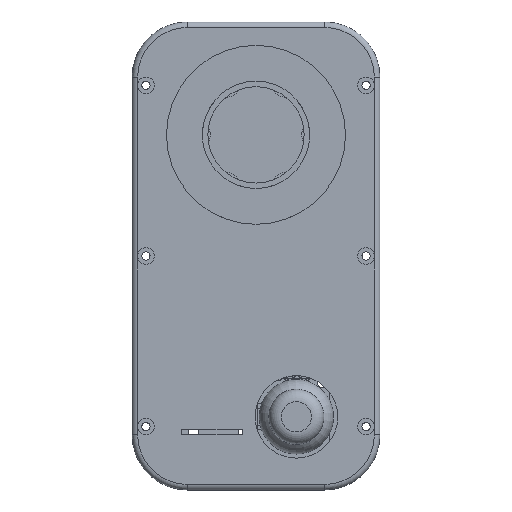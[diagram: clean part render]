
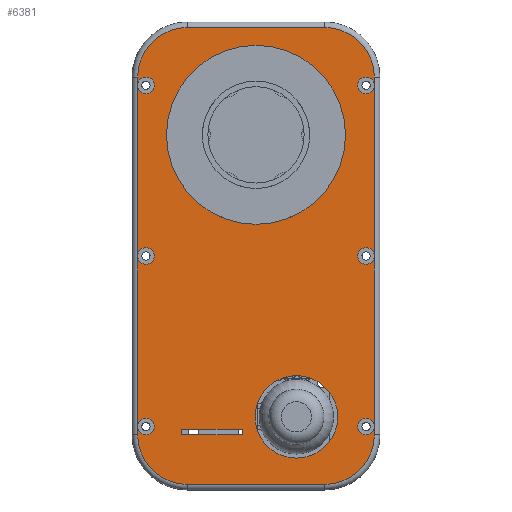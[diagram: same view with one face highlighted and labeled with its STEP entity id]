
A CAD part, top view. The second image highlights one B-rep face of the part: STEP entity #6381.
In plain terms, the highlighted planar face has unit normal (0, 0, 1).
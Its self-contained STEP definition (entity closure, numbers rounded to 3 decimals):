
#1552=ORIENTED_EDGE('',*,*,#3169,.F.);
#1553=ORIENTED_EDGE('',*,*,#3170,.T.);
#1554=ORIENTED_EDGE('',*,*,#3171,.T.);
#1555=ORIENTED_EDGE('',*,*,#3172,.T.);
#1556=ORIENTED_EDGE('',*,*,#3173,.T.);
#1557=ORIENTED_EDGE('',*,*,#3174,.T.);
#1558=ORIENTED_EDGE('',*,*,#3175,.F.);
#1559=ORIENTED_EDGE('',*,*,#3176,.T.);
#1560=ORIENTED_EDGE('',*,*,#3177,.F.);
#1561=ORIENTED_EDGE('',*,*,#3178,.T.);
#1562=ORIENTED_EDGE('',*,*,#3179,.F.);
#1563=ORIENTED_EDGE('',*,*,#3180,.T.);
#1564=ORIENTED_EDGE('',*,*,#3181,.T.);
#1565=ORIENTED_EDGE('',*,*,#3182,.T.);
#1566=ORIENTED_EDGE('',*,*,#3183,.T.);
#1567=ORIENTED_EDGE('',*,*,#3184,.T.);
#1568=ORIENTED_EDGE('',*,*,#3185,.F.);
#1569=ORIENTED_EDGE('',*,*,#3186,.T.);
#1570=ORIENTED_EDGE('',*,*,#3187,.F.);
#1571=ORIENTED_EDGE('',*,*,#3188,.T.);
#1572=ORIENTED_EDGE('',*,*,#3189,.F.);
#1573=ORIENTED_EDGE('',*,*,#3190,.F.);
#1574=ORIENTED_EDGE('',*,*,#3191,.F.);
#1575=ORIENTED_EDGE('',*,*,#3192,.F.);
#1576=ORIENTED_EDGE('',*,*,#3193,.F.);
#1577=ORIENTED_EDGE('',*,*,#3194,.F.);
#3169=EDGE_CURVE('',#4107,#4107,#9222,.T.);
#3170=EDGE_CURVE('',#4107,#4108,#7278,.T.);
#3171=EDGE_CURVE('',#4108,#4109,#9223,.F.);
#3172=EDGE_CURVE('',#4109,#4110,#7279,.T.);
#3173=EDGE_CURVE('',#4110,#4111,#9224,.F.);
#3174=EDGE_CURVE('',#4111,#4112,#7280,.T.);
#3175=EDGE_CURVE('',#4112,#4112,#9225,.T.);
#3176=EDGE_CURVE('',#4112,#4113,#7281,.T.);
#3177=EDGE_CURVE('',#4113,#4113,#9226,.T.);
#3178=EDGE_CURVE('',#4113,#4114,#7282,.T.);
#3179=EDGE_CURVE('',#4114,#4114,#9227,.T.);
#3180=EDGE_CURVE('',#4114,#4115,#7283,.T.);
#3181=EDGE_CURVE('',#4115,#4116,#9228,.F.);
#3182=EDGE_CURVE('',#4116,#4117,#7284,.T.);
#3183=EDGE_CURVE('',#4117,#4118,#9229,.F.);
#3184=EDGE_CURVE('',#4118,#4119,#7285,.T.);
#3185=EDGE_CURVE('',#4119,#4119,#9230,.T.);
#3186=EDGE_CURVE('',#4119,#4120,#7286,.T.);
#3187=EDGE_CURVE('',#4120,#4120,#9231,.T.);
#3188=EDGE_CURVE('',#4120,#4107,#7287,.T.);
#3189=EDGE_CURVE('',#4121,#4121,#9232,.T.);
#3190=EDGE_CURVE('',#4122,#4122,#9233,.T.);
#3191=EDGE_CURVE('',#4123,#4124,#7288,.T.);
#3192=EDGE_CURVE('',#4125,#4123,#7289,.T.);
#3193=EDGE_CURVE('',#4126,#4125,#7290,.T.);
#3194=EDGE_CURVE('',#4124,#4126,#7291,.T.);
#4107=VERTEX_POINT('',#14519);
#4108=VERTEX_POINT('',#14521);
#4109=VERTEX_POINT('',#14523);
#4110=VERTEX_POINT('',#14525);
#4111=VERTEX_POINT('',#14527);
#4112=VERTEX_POINT('',#14529);
#4113=VERTEX_POINT('',#14532);
#4114=VERTEX_POINT('',#14535);
#4115=VERTEX_POINT('',#14538);
#4116=VERTEX_POINT('',#14540);
#4117=VERTEX_POINT('',#14542);
#4118=VERTEX_POINT('',#14544);
#4119=VERTEX_POINT('',#14546);
#4120=VERTEX_POINT('',#14549);
#4121=VERTEX_POINT('',#14553);
#4122=VERTEX_POINT('',#14555);
#4123=VERTEX_POINT('',#14557);
#4124=VERTEX_POINT('',#14558);
#4125=VERTEX_POINT('',#14560);
#4126=VERTEX_POINT('',#14562);
#4808=EDGE_LOOP('',(#1552,#1553,#1554,#1555,#1556,#1557,#1558,#1559,#1560,
#1561,#1562,#1563,#1564,#1565,#1566,#1567,#1568,#1569,#1570,#1571));
#4809=EDGE_LOOP('',(#1572));
#4810=EDGE_LOOP('',(#1573));
#4811=EDGE_LOOP('',(#1574,#1575,#1576,#1577));
#5504=FACE_BOUND('',#4808,.T.);
#5505=FACE_BOUND('',#4809,.T.);
#5506=FACE_BOUND('',#4810,.T.);
#5507=FACE_BOUND('',#4811,.T.);
#5975=PLANE('',#9979);
#6381=ADVANCED_FACE('',(#5504,#5505,#5506,#5507),#5975,.F.);
#7278=LINE('',#14520,#8083);
#7279=LINE('',#14524,#8084);
#7280=LINE('',#14528,#8085);
#7281=LINE('',#14531,#8086);
#7282=LINE('',#14534,#8087);
#7283=LINE('',#14537,#8088);
#7284=LINE('',#14541,#8089);
#7285=LINE('',#14545,#8090);
#7286=LINE('',#14548,#8091);
#7287=LINE('',#14551,#8092);
#7288=LINE('',#14556,#8093);
#7289=LINE('',#14559,#8094);
#7290=LINE('',#14561,#8095);
#7291=LINE('',#14563,#8096);
#8083=VECTOR('',#11905,1000.);
#8084=VECTOR('',#11908,1000.);
#8085=VECTOR('',#11911,1000.);
#8086=VECTOR('',#11914,1000.);
#8087=VECTOR('',#11917,1000.);
#8088=VECTOR('',#11920,1000.);
#8089=VECTOR('',#11923,1000.);
#8090=VECTOR('',#11926,1000.);
#8091=VECTOR('',#11929,1000.);
#8092=VECTOR('',#11932,1000.);
#8093=VECTOR('',#11937,1000.);
#8094=VECTOR('',#11938,1000.);
#8095=VECTOR('',#11939,1000.);
#8096=VECTOR('',#11940,1000.);
#9222=CIRCLE('',#9980,3.);
#9223=CIRCLE('',#9981,18.);
#9224=CIRCLE('',#9982,18.);
#9225=CIRCLE('',#9983,3.);
#9226=CIRCLE('',#9984,3.);
#9227=CIRCLE('',#9985,3.);
#9228=CIRCLE('',#9986,18.);
#9229=CIRCLE('',#9987,18.);
#9230=CIRCLE('',#9988,3.);
#9231=CIRCLE('',#9989,3.);
#9232=CIRCLE('',#9990,15.);
#9233=CIRCLE('',#9991,31.5);
#9979=AXIS2_PLACEMENT_3D('',#14517,#11901,#11902);
#9980=AXIS2_PLACEMENT_3D('',#14518,#11903,#11904);
#9981=AXIS2_PLACEMENT_3D('',#14522,#11906,#11907);
#9982=AXIS2_PLACEMENT_3D('',#14526,#11909,#11910);
#9983=AXIS2_PLACEMENT_3D('',#14530,#11912,#11913);
#9984=AXIS2_PLACEMENT_3D('',#14533,#11915,#11916);
#9985=AXIS2_PLACEMENT_3D('',#14536,#11918,#11919);
#9986=AXIS2_PLACEMENT_3D('',#14539,#11921,#11922);
#9987=AXIS2_PLACEMENT_3D('',#14543,#11924,#11925);
#9988=AXIS2_PLACEMENT_3D('',#14547,#11927,#11928);
#9989=AXIS2_PLACEMENT_3D('',#14550,#11930,#11931);
#9990=AXIS2_PLACEMENT_3D('',#14552,#11933,#11934);
#9991=AXIS2_PLACEMENT_3D('',#14554,#11935,#11936);
#11901=DIRECTION('',(0.,0.,-1.));
#11902=DIRECTION('',(-1.,0.,0.));
#11903=DIRECTION('',(0.,0.,1.));
#11904=DIRECTION('',(1.,0.,0.));
#11905=DIRECTION('',(0.,-1.,0.));
#11906=DIRECTION('',(0.,0.,-1.));
#11907=DIRECTION('',(-1.,0.,0.));
#11908=DIRECTION('',(1.,0.,0.));
#11909=DIRECTION('',(0.,0.,-1.));
#11910=DIRECTION('',(-1.,0.,0.));
#11911=DIRECTION('',(0.,1.,0.));
#11912=DIRECTION('',(0.,0.,1.));
#11913=DIRECTION('',(1.,0.,0.));
#11914=DIRECTION('',(0.,1.,0.));
#11915=DIRECTION('',(0.,0.,1.));
#11916=DIRECTION('',(1.,0.,0.));
#11917=DIRECTION('',(0.,1.,0.));
#11918=DIRECTION('',(0.,0.,1.));
#11919=DIRECTION('',(1.,0.,0.));
#11920=DIRECTION('',(0.,1.,0.));
#11921=DIRECTION('',(0.,0.,-1.));
#11922=DIRECTION('',(-1.,0.,0.));
#11923=DIRECTION('',(-1.,0.,0.));
#11924=DIRECTION('',(0.,0.,-1.));
#11925=DIRECTION('',(-1.,0.,0.));
#11926=DIRECTION('',(0.,-1.,0.));
#11927=DIRECTION('',(0.,0.,1.));
#11928=DIRECTION('',(1.,0.,0.));
#11929=DIRECTION('',(0.,-1.,0.));
#11930=DIRECTION('',(0.,0.,1.));
#11931=DIRECTION('',(1.,0.,0.));
#11932=DIRECTION('',(0.,-1.,0.));
#11933=DIRECTION('',(0.,0.,1.));
#11934=DIRECTION('',(1.,0.,0.));
#11935=DIRECTION('',(0.,0.,1.));
#11936=DIRECTION('',(1.,0.,0.));
#11937=DIRECTION('',(-1.,0.,0.));
#11938=DIRECTION('',(0.,1.,0.));
#11939=DIRECTION('',(1.,0.,0.));
#11940=DIRECTION('',(0.,-1.,0.));
#14517=CARTESIAN_POINT('',(0.,0.,5.));
#14518=CARTESIAN_POINT('',(5.,23.,5.));
#14519=CARTESIAN_POINT('',(2.,23.,5.));
#14520=CARTESIAN_POINT('',(2.,0.,5.));
#14521=CARTESIAN_POINT('',(2.,20.,5.));
#14522=CARTESIAN_POINT('',(20.,20.,5.));
#14523=CARTESIAN_POINT('',(20.,2.,5.));
#14524=CARTESIAN_POINT('',(0.,2.,5.));
#14525=CARTESIAN_POINT('',(70.,2.,5.));
#14526=CARTESIAN_POINT('',(70.,20.,5.));
#14527=CARTESIAN_POINT('',(88.,20.,5.));
#14528=CARTESIAN_POINT('',(88.,0.,5.));
#14529=CARTESIAN_POINT('',(88.,23.,5.));
#14530=CARTESIAN_POINT('',(85.,23.,5.));
#14531=CARTESIAN_POINT('',(88.,0.,5.));
#14532=CARTESIAN_POINT('',(88.,85.,5.));
#14533=CARTESIAN_POINT('',(85.,85.,5.));
#14534=CARTESIAN_POINT('',(88.,0.,5.));
#14535=CARTESIAN_POINT('',(88.,147.,5.));
#14536=CARTESIAN_POINT('',(85.,147.,5.));
#14537=CARTESIAN_POINT('',(88.,0.,5.));
#14538=CARTESIAN_POINT('',(88.,150.,5.));
#14539=CARTESIAN_POINT('',(70.,150.,5.));
#14540=CARTESIAN_POINT('',(70.,168.,5.));
#14541=CARTESIAN_POINT('',(0.,168.,5.));
#14542=CARTESIAN_POINT('',(20.,168.,5.));
#14543=CARTESIAN_POINT('',(20.,150.,5.));
#14544=CARTESIAN_POINT('',(2.,150.,5.));
#14545=CARTESIAN_POINT('',(2.,0.,5.));
#14546=CARTESIAN_POINT('',(2.,147.,5.));
#14547=CARTESIAN_POINT('',(5.,147.,5.));
#14548=CARTESIAN_POINT('',(2.,0.,5.));
#14549=CARTESIAN_POINT('',(2.,85.,5.));
#14550=CARTESIAN_POINT('',(5.,85.,5.));
#14551=CARTESIAN_POINT('',(2.,0.,5.));
#14552=CARTESIAN_POINT('',(59.666,26.529,5.));
#14553=CARTESIAN_POINT('',(74.666,26.529,5.));
#14554=CARTESIAN_POINT('',(45.,128.875,5.));
#14555=CARTESIAN_POINT('',(76.5,128.875,5.));
#14556=CARTESIAN_POINT('',(0.,22.,5.));
#14557=CARTESIAN_POINT('',(40.,22.,5.));
#14558=CARTESIAN_POINT('',(18.,22.,5.));
#14559=CARTESIAN_POINT('',(40.,0.,5.));
#14560=CARTESIAN_POINT('',(40.,20.,5.));
#14561=CARTESIAN_POINT('',(0.,20.,5.));
#14562=CARTESIAN_POINT('',(18.,20.,5.));
#14563=CARTESIAN_POINT('',(18.,0.,5.));
